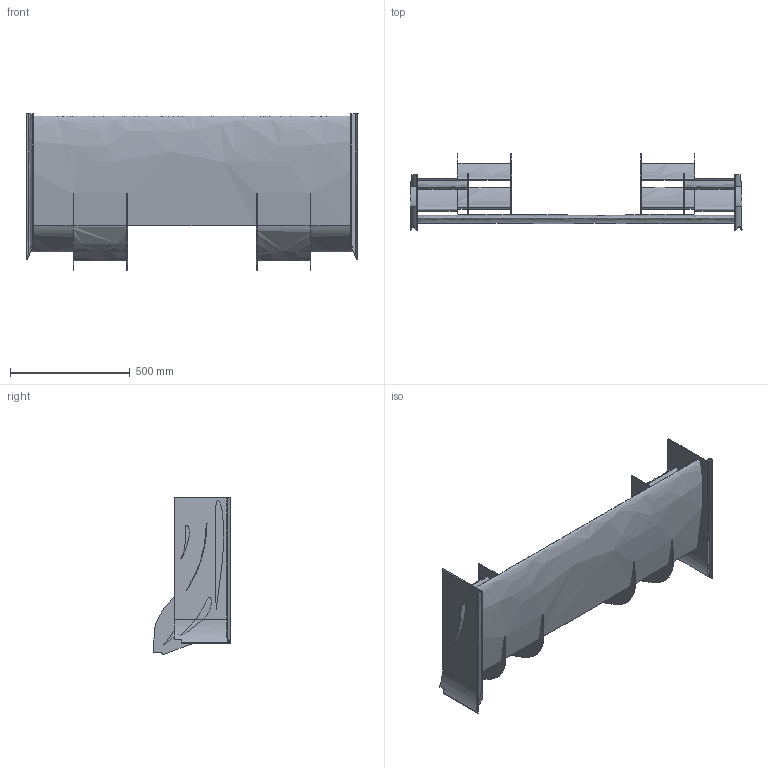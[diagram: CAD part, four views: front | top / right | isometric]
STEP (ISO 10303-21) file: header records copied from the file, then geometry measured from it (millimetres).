
FILE_DESCRIPTION (( 'STEP AP214' ), '1' );
FILE_NAME ('Front_wing_cut_sides_no_gurney_max_degrees_shorter_widertowers_with_holes.STEP', '2024-01-27T06:31:39', ( '' ), ( '' ), 'SwSTEP 2.0', 'SolidWorks 2023', '' );
FILE_SCHEMA (( 'AUTOMOTIVE_DESIGN' ));
Length unit declared in the file: inch
Products named in the file (1): Front_wing_cut_sides_no_gurney_max_degrees_shorter_widertowers_with_holes
Bounding box: 1387.44 x 318.55 x 658.17 mm (x, y, z)
Volume: 17512720.6 mm3; surface area: 3086470.2 mm2
Topology: 1 solids, 3 shells, 156 faces, 424 edges, 278 vertices
Faces by surface type: plane 77, cylinder 46, bspline 33
Entity records: 8243 total; most frequent: CARTESIAN_POINT 4520, ORIENTED_EDGE 848, DIRECTION 628, EDGE_CURVE 424, VERTEX_POINT 278, VECTOR 232, LINE 232, AXIS2_PLACEMENT_3D 198
